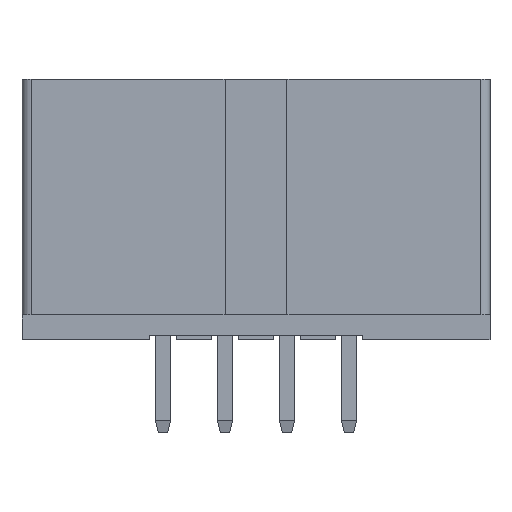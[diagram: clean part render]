
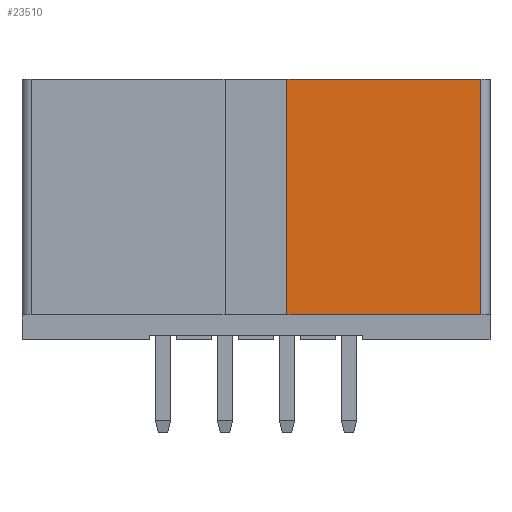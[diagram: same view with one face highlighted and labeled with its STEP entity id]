
A CAD part, front view. The second image highlights one B-rep face of the part: STEP entity #23510.
In plain terms, the highlighted face is planar.
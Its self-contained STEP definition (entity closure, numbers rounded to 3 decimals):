
#4220=CARTESIAN_POINT('',(1.686,-4.531,33.5));
#4230=VERTEX_POINT('',#4220);
#4260=CARTESIAN_POINT('',(1.686,-4.531,0.));
#4270=DIRECTION('',(0.,0.,1.));
#4280=VECTOR('',#4270,1.);
#4290=LINE('',#4260,#4280);
#4300=CARTESIAN_POINT('',(1.686,-4.531,27.25));
#4310=VERTEX_POINT('',#4300);
#4320=EDGE_CURVE('',#4310,#4230,#4290,.T.);
#15350=CARTESIAN_POINT('',(1.686,3.069,
33.5));
#15360=VERTEX_POINT('',#15350);
#15390=CARTESIAN_POINT('',(1.686,-4.531,
33.5));
#15400=DIRECTION('',(0.,1.,0.));
#15410=VECTOR('',#15400,1.);
#15420=LINE('',#15390,#15410);
#15430=EDGE_CURVE('',#4230,#15360,#15420,.T.);
#23280=CARTESIAN_POINT('',(1.686,3.265,33.662));
#23290=DIRECTION('',(1.,0.,0.));
#23300=DIRECTION('',(0.,-1.,0.));
#23310=AXIS2_PLACEMENT_3D('',#23280,#23290,#23300);
#23320=PLANE('',#23310);
#23330=ORIENTED_EDGE('',*,*,#15430,.F.);
#23340=CARTESIAN_POINT('',(1.686,3.069,0.));
#23350=DIRECTION('',(0.,0.,-1.));
#23360=VECTOR('',#23350,1.);
#23370=LINE('',#23340,#23360);
#23380=CARTESIAN_POINT('',(1.686,3.069,27.25));
#23390=VERTEX_POINT('',#23380);
#23400=EDGE_CURVE('',#15360,#23390,#23370,.T.);
#23410=ORIENTED_EDGE('',*,*,#23400,.F.);
#23420=CARTESIAN_POINT('',(1.686,0.,27.25));
#23430=DIRECTION('',(0.,1.,0.));
#23440=VECTOR('',#23430,1.);
#23450=LINE('',#23420,#23440);
#23460=EDGE_CURVE('',#4310,#23390,#23450,.T.);
#23470=ORIENTED_EDGE('',*,*,#23460,.T.);
#23480=ORIENTED_EDGE('',*,*,#4320,.F.);
#23490=EDGE_LOOP('',(#23480,#23470,#23410,#23330));
#23500=FACE_OUTER_BOUND('',#23490,.T.);
#23510=ADVANCED_FACE('',(#23500),#23320,.T.);
